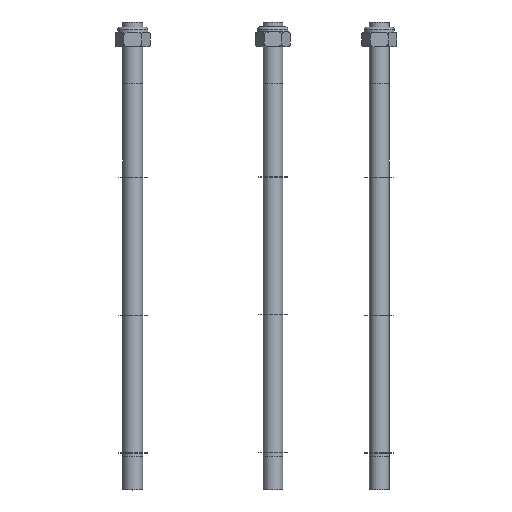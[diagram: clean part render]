
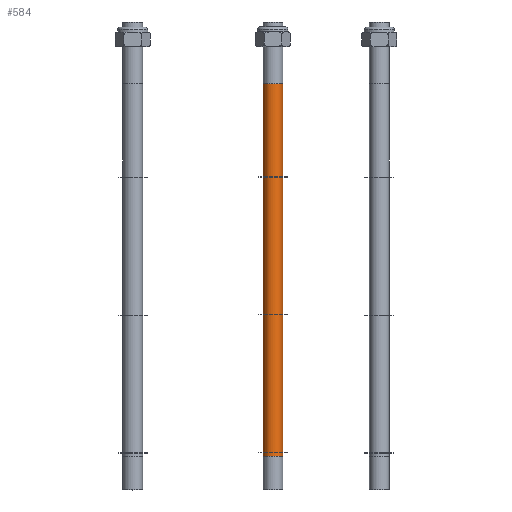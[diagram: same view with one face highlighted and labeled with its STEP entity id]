
A CAD part, top view. The second image highlights one B-rep face of the part: STEP entity #584.
In plain terms, the highlighted cylindrical face has radius 4 mm (diameter 8 mm), a full revolution.
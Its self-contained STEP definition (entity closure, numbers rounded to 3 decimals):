
#196=ORIENTED_EDGE('',*,*,#234,.F.);
#197=ORIENTED_EDGE('',*,*,#236,.F.);
#234=EDGE_CURVE('',#265,#265,#284,.T.);
#236=EDGE_CURVE('',#267,#267,#286,.T.);
#265=VERTEX_POINT('',#1340);
#267=VERTEX_POINT('',#1345);
#284=CIRCLE('',#645,4.);
#286=CIRCLE('',#648,4.);
#329=EDGE_LOOP('',(#196));
#330=EDGE_LOOP('',(#197));
#375=FACE_BOUND('',#329,.T.);
#376=FACE_BOUND('',#330,.T.);
#387=CYLINDRICAL_SURFACE('',#649,4.);
#584=ADVANCED_FACE('',(#375,#376),#387,.T.);
#645=AXIS2_PLACEMENT_3D('',#1339,#757,#758);
#648=AXIS2_PLACEMENT_3D('',#1344,#763,#764);
#649=AXIS2_PLACEMENT_3D('',#1346,#765,#766);
#757=DIRECTION('',(0.,0.,1.));
#758=DIRECTION('',(-1.,0.,0.));
#763=DIRECTION('',(0.,0.,-1.));
#764=DIRECTION('',(-1.,0.,0.));
#765=DIRECTION('',(0.,0.,-1.));
#766=DIRECTION('',(-1.,0.,0.));
#1339=CARTESIAN_POINT('',(0.,0.,176.5));
#1340=CARTESIAN_POINT('',(-4.,0.,176.5));
#1344=CARTESIAN_POINT('',(0.,0.,25.));
#1345=CARTESIAN_POINT('',(-4.,0.,25.));
#1346=CARTESIAN_POINT('',(0.,0.,190.));
